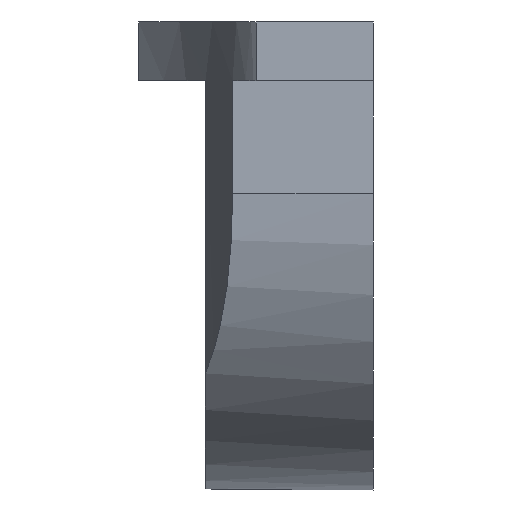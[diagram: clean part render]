
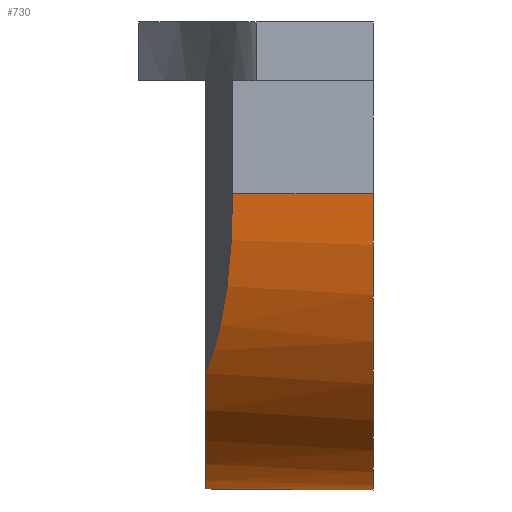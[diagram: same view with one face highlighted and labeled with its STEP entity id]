
A CAD part, front view. The second image highlights one B-rep face of the part: STEP entity #730.
In plain terms, the highlighted cylindrical face has radius 25.235 mm (diameter 50.47 mm), a partial arc.
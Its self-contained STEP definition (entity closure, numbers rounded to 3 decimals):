
#22=B_SPLINE_CURVE_WITH_KNOTS('',3,(#1282,#1283,#1284,#1285,#1286,#1287,
#1288,#1289),.UNSPECIFIED.,.F.,.F.,(4,2,2,4),(0.975,1.524,
2.074,2.592),.UNSPECIFIED.);
#23=B_SPLINE_CURVE_WITH_KNOTS('',3,(#1291,#1292,#1293,#1294,#1295,#1296,
#1297,#1298),.UNSPECIFIED.,.F.,.F.,(4,2,2,4),(10.246,10.764,
11.313,11.863),.UNSPECIFIED.);
#69=FACE_OUTER_BOUND('',#119,.T.);
#119=EDGE_LOOP('',(#531,#532,#533,#534,#535,#536));
#178=LINE('',#1300,#239);
#179=LINE('',#1303,#240);
#239=VECTOR('',#902,10.);
#240=VECTOR('',#905,10.);
#294=CIRCLE('',#781,25.235);
#301=CIRCLE('',#789,25.235);
#337=VERTEX_POINT('',#1251);
#338=VERTEX_POINT('',#1253);
#351=VERTEX_POINT('',#1281);
#352=VERTEX_POINT('',#1290);
#353=VERTEX_POINT('',#1299);
#354=VERTEX_POINT('',#1301);
#409=EDGE_CURVE('',#337,#338,#294,.T.);
#423=EDGE_CURVE('',#351,#338,#22,.T.);
#424=EDGE_CURVE('',#337,#352,#23,.T.);
#425=EDGE_CURVE('',#353,#352,#178,.T.);
#426=EDGE_CURVE('',#353,#354,#301,.T.);
#427=EDGE_CURVE('',#354,#351,#179,.T.);
#531=ORIENTED_EDGE('',*,*,#423,.T.);
#532=ORIENTED_EDGE('',*,*,#409,.F.);
#533=ORIENTED_EDGE('',*,*,#424,.T.);
#534=ORIENTED_EDGE('',*,*,#425,.F.);
#535=ORIENTED_EDGE('',*,*,#426,.T.);
#536=ORIENTED_EDGE('',*,*,#427,.T.);
#710=CYLINDRICAL_SURFACE('',#788,25.235);
#730=ADVANCED_FACE('',(#69),#710,.T.);
#781=AXIS2_PLACEMENT_3D('',#1254,#879,#880);
#788=AXIS2_PLACEMENT_3D('',#1280,#900,#901);
#789=AXIS2_PLACEMENT_3D('',#1302,#903,#904);
#879=DIRECTION('center_axis',(-1.,0.,0.));
#880=DIRECTION('ref_axis',(0.,1.,0.));
#900=DIRECTION('center_axis',(-1.,0.,0.));
#901=DIRECTION('ref_axis',(0.,1.,0.));
#902=DIRECTION('',(-1.,0.,0.));
#903=DIRECTION('center_axis',(-1.,0.,0.));
#904=DIRECTION('ref_axis',(0.,1.,0.));
#905=DIRECTION('',(-1.,0.,0.));
#1251=CARTESIAN_POINT('',(-29.3,20.061,-58.913));
#1253=CARTESIAN_POINT('',(-29.3,-20.062,-58.912));
#1254=CARTESIAN_POINT('Origin',(-29.3,0.,-43.604));
#1280=CARTESIAN_POINT('Origin',(-25.,0.,-43.604));
#1281=CARTESIAN_POINT('',(-26.99,-25.235,-43.604));
#1282=CARTESIAN_POINT('Ctrl Pts',(-26.99,-25.235,-43.604));
#1283=CARTESIAN_POINT('Ctrl Pts',(-26.99,-25.235,-45.436));
#1284=CARTESIAN_POINT('Ctrl Pts',(-27.06,-25.032,-47.315));
#1285=CARTESIAN_POINT('Ctrl Pts',(-27.37,-24.202,-50.996));
#1286=CARTESIAN_POINT('Ctrl Pts',(-27.611,-23.575,-52.798));
#1287=CARTESIAN_POINT('Ctrl Pts',(-28.301,-22.008,-56.076));
#1288=CARTESIAN_POINT('Ctrl Pts',(-28.739,-21.087,-57.569));
#1289=CARTESIAN_POINT('Ctrl Pts',(-29.3,-20.062,-58.912));
#1290=CARTESIAN_POINT('',(-26.99,25.235,-43.604));
#1291=CARTESIAN_POINT('Ctrl Pts',(-29.3,20.061,-58.913));
#1292=CARTESIAN_POINT('Ctrl Pts',(-28.739,21.086,-57.569));
#1293=CARTESIAN_POINT('Ctrl Pts',(-28.301,22.008,-56.076));
#1294=CARTESIAN_POINT('Ctrl Pts',(-27.611,23.575,-52.798));
#1295=CARTESIAN_POINT('Ctrl Pts',(-27.37,24.202,-50.996));
#1296=CARTESIAN_POINT('Ctrl Pts',(-27.06,25.032,-47.315));
#1297=CARTESIAN_POINT('Ctrl Pts',(-26.99,25.235,-45.436));
#1298=CARTESIAN_POINT('Ctrl Pts',(-26.99,25.235,-43.604));
#1299=CARTESIAN_POINT('',(-15.,25.235,-43.604));
#1300=CARTESIAN_POINT('',(-25.,25.235,-43.604));
#1301=CARTESIAN_POINT('',(-15.,-25.235,-43.604));
#1302=CARTESIAN_POINT('Origin',(-15.,0.,-43.604));
#1303=CARTESIAN_POINT('',(-25.,-25.235,-43.604));
